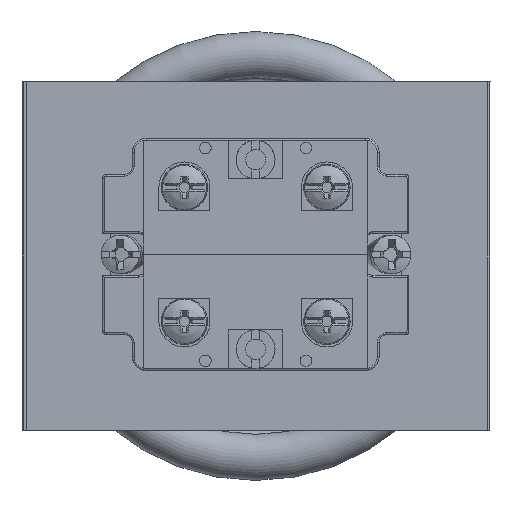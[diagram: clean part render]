
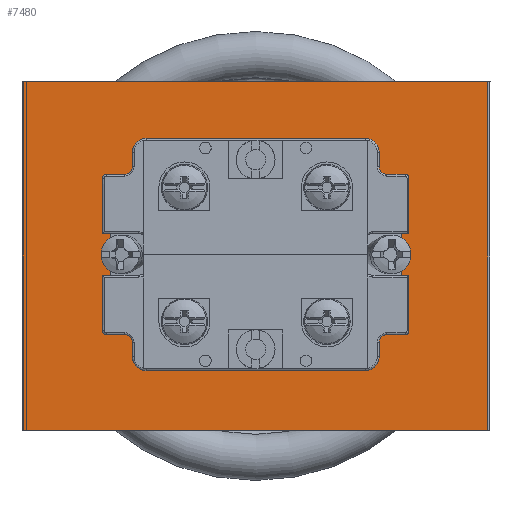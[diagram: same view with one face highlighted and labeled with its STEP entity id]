
A CAD part, left-side view. The second image highlights one B-rep face of the part: STEP entity #7480.
In plain terms, the highlighted planar face has unit normal (-1, 0, 0).
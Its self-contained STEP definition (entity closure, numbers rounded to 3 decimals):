
#448=PLANE('',#8286);
#1076=LINE('',#12888,#1708);
#1080=LINE('',#12912,#1712);
#1081=LINE('',#12919,#1713);
#1082=LINE('',#12920,#1714);
#1708=VECTOR('',#10510,45.);
#1712=VECTOR('',#10516,45.);
#1713=VECTOR('',#10519,60.);
#1714=VECTOR('',#10520,60.);
#1984=FACE_BOUND('',#2947,.T.);
#2409=FACE_OUTER_BOUND('',#2946,.T.);
#2946=EDGE_LOOP('',(#6987,#6988,#6989,#6990));
#2947=EDGE_LOOP('',(#6991));
#3262=CIRCLE('',#8283,11.25);
#3948=VERTEX_POINT('',#12859);
#3950=VERTEX_POINT('',#12873);
#3953=VERTEX_POINT('',#12882);
#3956=VERTEX_POINT('',#12905);
#3957=VERTEX_POINT('',#12911);
#4958=EDGE_CURVE('',#3948,#3948,#3262,.T.);
#4963=EDGE_CURVE('',#3953,#3950,#1076,.T.);
#4968=EDGE_CURVE('',#3957,#3956,#1080,.T.);
#4970=EDGE_CURVE('',#3956,#3950,#1081,.T.);
#4971=EDGE_CURVE('',#3953,#3957,#1082,.T.);
#6987=ORIENTED_EDGE('',*,*,#4970,.T.);
#6988=ORIENTED_EDGE('',*,*,#4963,.F.);
#6989=ORIENTED_EDGE('',*,*,#4971,.T.);
#6990=ORIENTED_EDGE('',*,*,#4968,.T.);
#6991=ORIENTED_EDGE('',*,*,#4958,.T.);
#7480=ADVANCED_FACE('',(#2409,#1984),#448,.T.);
#8283=AXIS2_PLACEMENT_3D('',#12860,#10505,#10506);
#8286=AXIS2_PLACEMENT_3D('',#12918,#10517,#10518);
#10505=DIRECTION('center_axis',(1.,0.,0.));
#10506=DIRECTION('ref_axis',(0.,0.,1.));
#10510=DIRECTION('',(0.,0.,1.));
#10516=DIRECTION('',(0.,0.,1.));
#10517=DIRECTION('center_axis',(-1.,0.,0.));
#10518=DIRECTION('ref_axis',(0.,0.,1.));
#10519=DIRECTION('',(0.,1.,0.));
#10520=DIRECTION('',(0.,-1.,0.));
#12859=CARTESIAN_POINT('',(-15.704,-32.725,11.25));
#12860=CARTESIAN_POINT('Origin',(-15.704,-32.725,22.5));
#12873=CARTESIAN_POINT('',(-15.704,-2.725,45.));
#12882=CARTESIAN_POINT('',(-15.704,-2.725,0.));
#12888=CARTESIAN_POINT('',(-15.704,-2.725,0.));
#12905=CARTESIAN_POINT('',(-15.704,-62.725,45.));
#12911=CARTESIAN_POINT('',(-15.704,-62.725,0.));
#12912=CARTESIAN_POINT('',(-15.704,-62.725,0.));
#12918=CARTESIAN_POINT('Origin',(-15.704,-62.725,0.));
#12919=CARTESIAN_POINT('',(-15.704,-62.725,45.));
#12920=CARTESIAN_POINT('',(-15.704,-2.725,0.));
